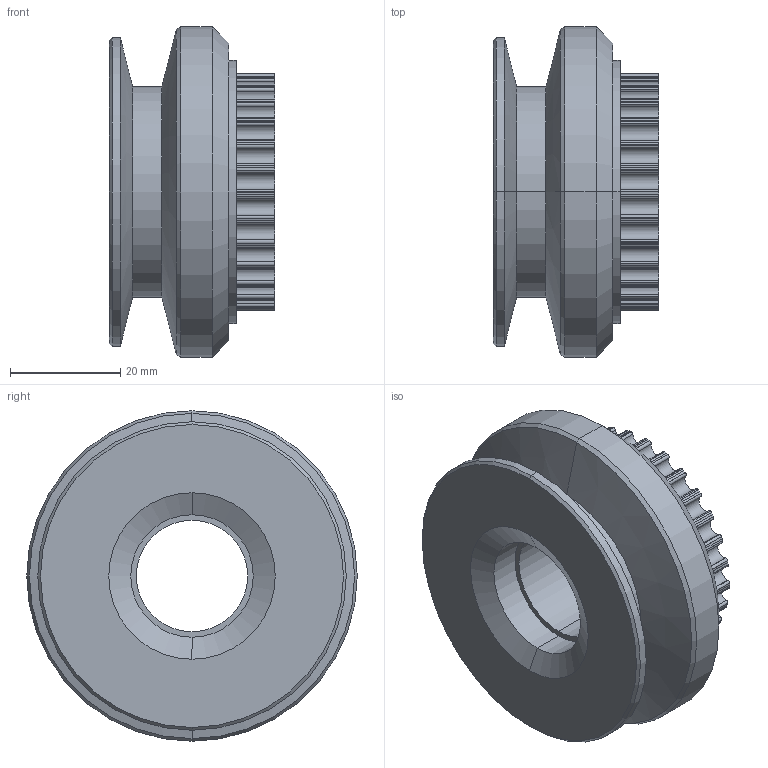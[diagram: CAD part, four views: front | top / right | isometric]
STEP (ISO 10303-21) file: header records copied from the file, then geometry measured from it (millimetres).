
FILE_DESCRIPTION (( 'STEP AP214' ), '1' );
FILE_NAME ('Weapon Intermediate Pulley.STEP', '2024-09-14T01:47:47', ( '' ), ( '' ), 'SwSTEP 2.0', 'SolidWorks 2024', '' );
FILE_SCHEMA (( 'AUTOMOTIVE_DESIGN' ));
Length unit declared in the file: millimetre
Products named in the file (1): Weapon Intermediate Pulley
Bounding box: 30.02 x 60 x 60 mm (x, y, z)
Volume: 46268.7 mm3; surface area: 13832.6 mm2
Topology: 1 solids, 1 shells, 329 faces, 945 edges, 618 vertices
Faces by surface type: plane 174, cylinder 135, cone 20
Entity records: 10756 total; most frequent: CARTESIAN_POINT 1885, DIRECTION 1875, ORIENTED_EDGE 1874, EDGE_CURVE 937, LINE 659, VECTOR 659, VERTEX_POINT 618, AXIS2_PLACEMENT_3D 608
